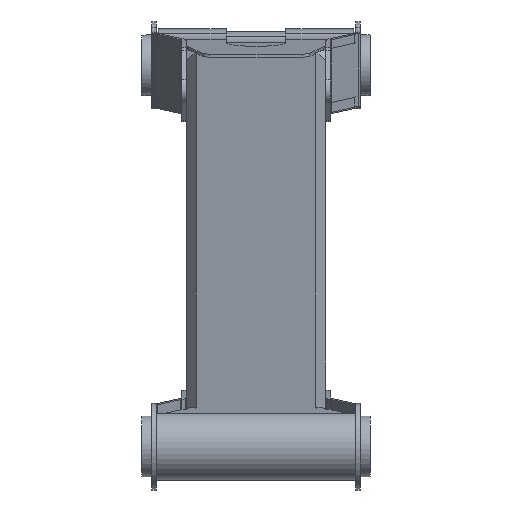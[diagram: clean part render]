
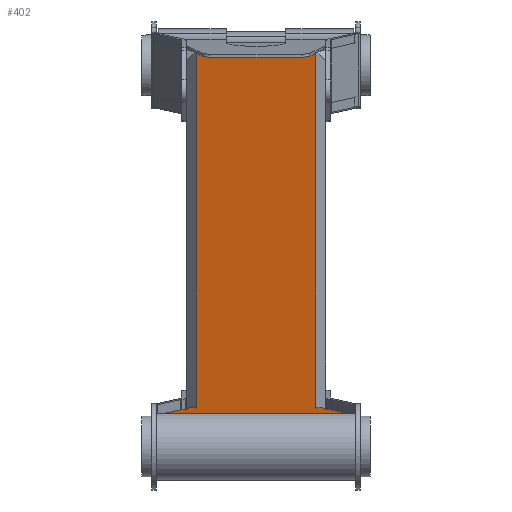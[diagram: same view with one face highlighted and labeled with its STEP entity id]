
A CAD part, front view. The second image highlights one B-rep face of the part: STEP entity #402.
In plain terms, the highlighted planar face has unit normal (0, -0.131, 0.991).
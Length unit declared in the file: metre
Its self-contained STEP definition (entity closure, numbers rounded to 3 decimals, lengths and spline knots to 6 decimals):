
#402 = ADVANCED_FACE( '', ( #885 ), #886, .T. );
#885 = FACE_OUTER_BOUND( '', #1442, .T. );
#886 = PLANE( '', #1443 );
#1442 = EDGE_LOOP( '', ( #2668, #2669, #2670, #2671, #2672, #2673, #2674, #2675, #2676, #2677, #2678, #2679, #2680, #2681, #2682, #2683 ) );
#1443 = AXIS2_PLACEMENT_3D( '', #2684, #2685, #2686 );
#2668 = ORIENTED_EDGE( '', *, *, #3898, .T. );
#2669 = ORIENTED_EDGE( '', *, *, #3407, .T. );
#2670 = ORIENTED_EDGE( '', *, *, #3784, .T. );
#2671 = ORIENTED_EDGE( '', *, *, #3460, .F. );
#2672 = ORIENTED_EDGE( '', *, *, #3899, .F. );
#2673 = ORIENTED_EDGE( '', *, *, #3780, .T. );
#2674 = ORIENTED_EDGE( '', *, *, #3867, .T. );
#2675 = ORIENTED_EDGE( '', *, *, #3823, .T. );
#2676 = ORIENTED_EDGE( '', *, *, #3409, .T. );
#2677 = ORIENTED_EDGE( '', *, *, #3837, .T. );
#2678 = ORIENTED_EDGE( '', *, *, #3900, .T. );
#2679 = ORIENTED_EDGE( '', *, *, #3434, .T. );
#2680 = ORIENTED_EDGE( '', *, *, #3517, .T. );
#2681 = ORIENTED_EDGE( '', *, *, #3789, .T. );
#2682 = ORIENTED_EDGE( '', *, *, #3901, .F. );
#2683 = ORIENTED_EDGE( '', *, *, #3902, .F. );
#2684 = CARTESIAN_POINT( '', ( 0.0889, -0.297079, 1.105106 ) );
#2685 = DIRECTION( '', ( 0., -0.131, 0.991 ) );
#2686 = DIRECTION( '', ( 0., -0.991, -0.131 ) );
#3407 = EDGE_CURVE( '', #4090, #4098, #4100, .T. );
#3409 = EDGE_CURVE( '', #4102, #4103, #4104, .F. );
#3434 = EDGE_CURVE( '', #4147, #4148, #4149, .F. );
#3460 = EDGE_CURVE( '', #4192, #4195, #4196, .F. );
#3517 = EDGE_CURVE( '', #4148, #4291, #4293, .T. );
#3780 = EDGE_CURVE( '', #4206, #4716, #4719, .T. );
#3784 = EDGE_CURVE( '', #4098, #4195, #4723, .T. );
#3789 = EDGE_CURVE( '', #4291, #4728, #4729, .F. );
#3823 = EDGE_CURVE( '', #4651, #4102, #4779, .F. );
#3837 = EDGE_CURVE( '', #4103, #4798, #4800, .T. );
#3867 = EDGE_CURVE( '', #4716, #4651, #4839, .T. );
#3898 = EDGE_CURVE( '', #4875, #4090, #4876, .T. );
#3899 = EDGE_CURVE( '', #4206, #4192, #4877, .T. );
#3900 = EDGE_CURVE( '', #4798, #4147, #4878, .F. );
#3901 = EDGE_CURVE( '', #4879, #4728, #4880, .T. );
#3902 = EDGE_CURVE( '', #4875, #4879, #4881, .F. );
#4090 = VERTEX_POINT( '', #5101 );
#4098 = VERTEX_POINT( '', #5113 );
#4100 = LINE( '', #5118, #5119 );
#4102 = VERTEX_POINT( '', #5121 );
#4103 = VERTEX_POINT( '', #5122 );
#4104 = CIRCLE( '', #5123, 0.01016 );
#4147 = VERTEX_POINT( '', #5176 );
#4148 = VERTEX_POINT( '', #5177 );
#4149 = LINE( '', #5178, #5179 );
#4192 = VERTEX_POINT( '', #5235 );
#4195 = VERTEX_POINT( '', #5239 );
#4196 = LINE( '', #5240, #5241 );
#4206 = VERTEX_POINT( '', #5255 );
#4291 = VERTEX_POINT( '', #5365 );
#4293 = LINE( '', #5368, #5369 );
#4651 = VERTEX_POINT( '', #5848 );
#4716 = VERTEX_POINT( '', #5937 );
#4719 = LINE( '', #5941, #5942 );
#4723 = CIRCLE( '', #5950, 0.0127 );
#4728 = VERTEX_POINT( '', #5959 );
#4729 = LINE( '', #5960, #5961 );
#4779 = LINE( '', #6055, #6056 );
#4798 = VERTEX_POINT( '', #6081 );
#4800 = LINE( '', #6084, #6085 );
#4839 = LINE( '', #6137, #6138 );
#4875 = VERTEX_POINT( '', #6189 );
#4876 = CIRCLE( '', #6190, 0.0127 );
#4877 = CIRCLE( '', #6191, 0.0127 );
#4878 = CIRCLE( '', #6192, 0.01016 );
#4879 = VERTEX_POINT( '', #6193 );
#4880 = CIRCLE( '', #6194, 0.0127 );
#4881 = LINE( '', #6195, #6196 );
#5101 = CARTESIAN_POINT( '', ( -0.126715, -2.105314, 0.867047 ) );
#5113 = CARTESIAN_POINT( '', ( 0.126715, -2.105314, 0.867047 ) );
#5118 = CARTESIAN_POINT( '', ( 0.127, -2.105314, 0.867047 ) );
#5119 = VECTOR( '', #6476, 1. );
#5121 = CARTESIAN_POINT( '', ( 0.068551, 1.376068, 1.32538 ) );
#5122 = CARTESIAN_POINT( '', ( 0.058737, 1.368602, 1.324397 ) );
#5123 = AXIS2_PLACEMENT_3D( '', #6477, #6478, #6479 );
#5176 = CARTESIAN_POINT( '', ( -0.068551, 1.376068, 1.32538 ) );
#5177 = CARTESIAN_POINT( '', ( -0.0762, 1.404371, 1.329106 ) );
#5178 = CARTESIAN_POINT( '', ( -0.086447, 1.442284, 1.334097 ) );
#5179 = VECTOR( '', #6520, 1. );
#5235 = CARTESIAN_POINT( '', ( 0.090601, -2.042087, 0.875371 ) );
#5239 = CARTESIAN_POINT( '', ( 0.125299, -2.10167, 0.867527 ) );
#5240 = CARTESIAN_POINT( '', ( -0.671954, -0.732601, 1.047768 ) );
#5241 = VECTOR( '', #6556, 1. );
#5255 = CARTESIAN_POINT( '', ( 0.0889, -2.035791, 0.8762 ) );
#5365 = CARTESIAN_POINT( '', ( -0.0762, -2.026888, 0.877372 ) );
#5368 = CARTESIAN_POINT( '', ( -0.0762, -1.93506, 0.889462 ) );
#5369 = VECTOR( '', #6629, 1. );
#5848 = CARTESIAN_POINT( '', ( 0.0762, 1.404371, 1.329106 ) );
#5937 = CARTESIAN_POINT( '', ( 0.0762, -2.026888, 0.877372 ) );
#5941 = CARTESIAN_POINT( '', ( 0.0762, -2.026888, 0.877372 ) );
#5942 = VECTOR( '', #6992, 1. );
#5950 = AXIS2_PLACEMENT_3D( '', #6994, #6995, #6996 );
#5959 = CARTESIAN_POINT( '', ( -0.0889, -2.035791, 0.8762 ) );
#5960 = CARTESIAN_POINT( '', ( -0.023283, -1.98979, 0.882256 ) );
#5961 = VECTOR( '', #6998, 1. );
#6055 = CARTESIAN_POINT( '', ( 0.066029, 1.366736, 1.324151 ) );
#6056 = VECTOR( '', #7034, 1. );
#6081 = CARTESIAN_POINT( '', ( -0.058737, 1.368602, 1.324397 ) );
#6084 = CARTESIAN_POINT( '', ( 0.0889, 1.368602, 1.324397 ) );
#6085 = VECTOR( '', #7054, 1. );
#6137 = CARTESIAN_POINT( '', ( 0.0762, -0.297079, 1.105106 ) );
#6138 = VECTOR( '', #7089, 1. );
#6189 = CARTESIAN_POINT( '', ( -0.125299, -2.10167, 0.867527 ) );
#6190 = AXIS2_PLACEMENT_3D( '', #7120, #7121, #7122 );
#6191 = AXIS2_PLACEMENT_3D( '', #7123, #7124, #7125 );
#6192 = AXIS2_PLACEMENT_3D( '', #7126, #7127, #7128 );
#6193 = CARTESIAN_POINT( '', ( -0.090601, -2.042087, 0.875371 ) );
#6194 = AXIS2_PLACEMENT_3D( '', #7129, #7130, #7131 );
#6195 = CARTESIAN_POINT( '', ( 0.716404, -0.65627, 1.057818 ) );
#6196 = VECTOR( '', #7132, 1. );
#6476 = DIRECTION( '', ( 1., 0., 0. ) );
#6477 = CARTESIAN_POINT( '', ( 0.058737, 1.378676, 1.325723 ) );
#6478 = DIRECTION( '', ( 0., -0.131, 0.991 ) );
#6479 = DIRECTION( '', ( 0., -0.991, -0.131 ) );
#6520 = DIRECTION( '', ( 0.259, -0.958, -0.126 ) );
#6556 = DIRECTION( '', ( -0.5, 0.859, 0.113 ) );
#6629 = DIRECTION( '', ( 0., -0.991, -0.131 ) );
#6992 = DIRECTION( '', ( -0.816, 0.572, 0.075 ) );
#6994 = CARTESIAN_POINT( '', ( 0.1143, -2.107965, 0.866698 ) );
#6995 = DIRECTION( '', ( 0., -0.131, 0.991 ) );
#6996 = DIRECTION( '', ( 0., -0.991, -0.131 ) );
#6998 = DIRECTION( '', ( 0.816, 0.572, 0.075 ) );
#7034 = DIRECTION( '', ( 0.259, 0.958, 0.126 ) );
#7054 = DIRECTION( '', ( -1., 0., 0. ) );
#7089 = DIRECTION( '', ( 0., 0.991, 0.131 ) );
#7120 = CARTESIAN_POINT( '', ( -0.1143, -2.107965, 0.866698 ) );
#7121 = DIRECTION( '', ( 0., -0.131, 0.991 ) );
#7122 = DIRECTION( '', ( 0., -0.991, -0.131 ) );
#7123 = CARTESIAN_POINT( '', ( 0.1016, -2.035791, 0.8762 ) );
#7124 = DIRECTION( '', ( 0., -0.131, 0.991 ) );
#7125 = DIRECTION( '', ( 0., -0.991, -0.131 ) );
#7126 = CARTESIAN_POINT( '', ( -0.058737, 1.378676, 1.325723 ) );
#7127 = DIRECTION( '', ( 0., -0.131, 0.991 ) );
#7128 = DIRECTION( '', ( 0., -0.991, -0.131 ) );
#7129 = CARTESIAN_POINT( '', ( -0.1016, -2.035791, 0.8762 ) );
#7130 = DIRECTION( '', ( 0., -0.131, 0.991 ) );
#7131 = DIRECTION( '', ( 0., -0.991, -0.131 ) );
#7132 = DIRECTION( '', ( -0.5, -0.859, -0.113 ) );
